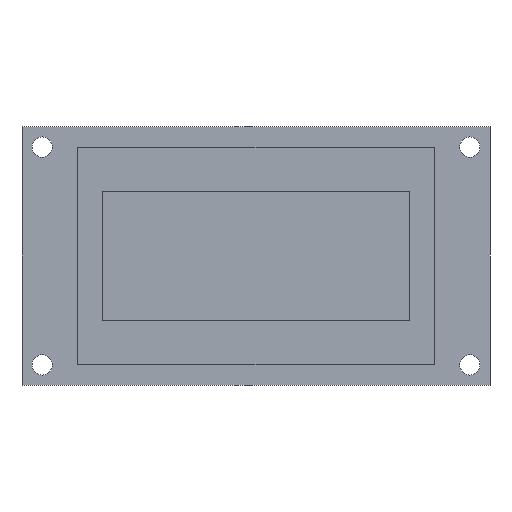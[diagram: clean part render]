
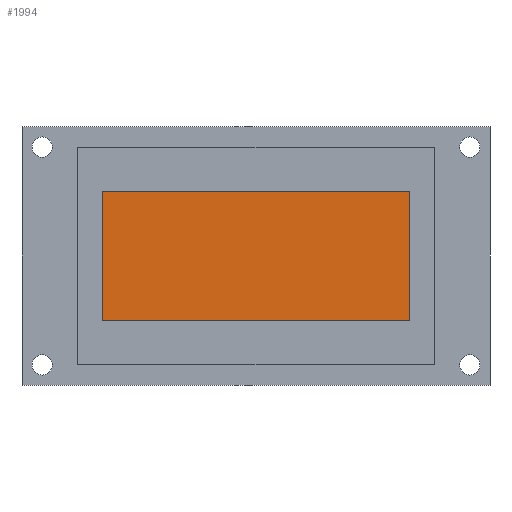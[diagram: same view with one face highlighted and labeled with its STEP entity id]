
A CAD part, left-side view. The second image highlights one B-rep face of the part: STEP entity #1994.
In plain terms, the highlighted planar face has unit normal (-1, 0, 0).
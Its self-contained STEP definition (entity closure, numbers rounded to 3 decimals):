
#1700 = PLANE('',#1701);
#1701 = AXIS2_PLACEMENT_3D('',#1702,#1703,#1704);
#1702 = CARTESIAN_POINT('',(-5.2,48.,8.));
#1703 = DIRECTION('',(0.,-1.,0.));
#1704 = DIRECTION('',(0.,0.,1.));
#1728 = PLANE('',#1729);
#1729 = AXIS2_PLACEMENT_3D('',#1730,#1731,#1732);
#1730 = CARTESIAN_POINT('',(-5.2,48.,24.));
#1731 = DIRECTION('',(0.,0.,-1.));
#1732 = DIRECTION('',(0.,-1.,0.));
#1756 = PLANE('',#1757);
#1757 = AXIS2_PLACEMENT_3D('',#1758,#1759,#1760);
#1758 = CARTESIAN_POINT('',(-5.2,10.,24.));
#1759 = DIRECTION('',(0.,1.,0.));
#1760 = DIRECTION('',(0.,0.,-1.));
#1782 = PLANE('',#1783);
#1783 = AXIS2_PLACEMENT_3D('',#1784,#1785,#1786);
#1784 = CARTESIAN_POINT('',(-5.2,10.,8.));
#1785 = DIRECTION('',(0.,0.,1.));
#1786 = DIRECTION('',(0.,1.,0.));
#1798 = VERTEX_POINT('',#1799);
#1799 = CARTESIAN_POINT('',(-4.2,48.,8.));
#1820 = EDGE_CURVE('',#1798,#1821,#1823,.T.);
#1821 = VERTEX_POINT('',#1822);
#1822 = CARTESIAN_POINT('',(-4.2,48.,24.));
#1823 = SURFACE_CURVE('',#1824,(#1828,#1835),.PCURVE_S1.);
#1824 = LINE('',#1825,#1826);
#1825 = CARTESIAN_POINT('',(-4.2,48.,8.));
#1826 = VECTOR('',#1827,1.);
#1827 = DIRECTION('',(0.,0.,1.));
#1828 = PCURVE('',#1700,#1829);
#1829 = DEFINITIONAL_REPRESENTATION('',(#1830),#1834);
#1830 = LINE('',#1831,#1832);
#1831 = CARTESIAN_POINT('',(0.,-1.));
#1832 = VECTOR('',#1833,1.);
#1833 = DIRECTION('',(1.,0.));
#1834 = ( GEOMETRIC_REPRESENTATION_CONTEXT(2) 
PARAMETRIC_REPRESENTATION_CONTEXT() REPRESENTATION_CONTEXT('2D SPACE',''
  ) );
#1835 = PCURVE('',#1836,#1841);
#1836 = PLANE('',#1837);
#1837 = AXIS2_PLACEMENT_3D('',#1838,#1839,#1840);
#1838 = CARTESIAN_POINT('',(-4.2,10.,8.));
#1839 = DIRECTION('',(-1.,0.,0.));
#1840 = DIRECTION('',(0.,0.,-1.));
#1841 = DEFINITIONAL_REPRESENTATION('',(#1842),#1846);
#1842 = LINE('',#1843,#1844);
#1843 = CARTESIAN_POINT('',(0.,-38.));
#1844 = VECTOR('',#1845,1.);
#1845 = DIRECTION('',(-1.,0.));
#1846 = ( GEOMETRIC_REPRESENTATION_CONTEXT(2) 
PARAMETRIC_REPRESENTATION_CONTEXT() REPRESENTATION_CONTEXT('2D SPACE',''
  ) );
#1874 = VERTEX_POINT('',#1875);
#1875 = CARTESIAN_POINT('',(-4.2,10.,8.));
#1896 = EDGE_CURVE('',#1874,#1798,#1897,.T.);
#1897 = SURFACE_CURVE('',#1898,(#1902,#1909),.PCURVE_S1.);
#1898 = LINE('',#1899,#1900);
#1899 = CARTESIAN_POINT('',(-4.2,10.,8.));
#1900 = VECTOR('',#1901,1.);
#1901 = DIRECTION('',(0.,1.,0.));
#1902 = PCURVE('',#1782,#1903);
#1903 = DEFINITIONAL_REPRESENTATION('',(#1904),#1908);
#1904 = LINE('',#1905,#1906);
#1905 = CARTESIAN_POINT('',(0.,-1.));
#1906 = VECTOR('',#1907,1.);
#1907 = DIRECTION('',(1.,0.));
#1908 = ( GEOMETRIC_REPRESENTATION_CONTEXT(2) 
PARAMETRIC_REPRESENTATION_CONTEXT() REPRESENTATION_CONTEXT('2D SPACE',''
  ) );
#1909 = PCURVE('',#1836,#1910);
#1910 = DEFINITIONAL_REPRESENTATION('',(#1911),#1915);
#1911 = LINE('',#1912,#1913);
#1912 = CARTESIAN_POINT('',(0.,0.));
#1913 = VECTOR('',#1914,1.);
#1914 = DIRECTION('',(0.,-1.));
#1915 = ( GEOMETRIC_REPRESENTATION_CONTEXT(2) 
PARAMETRIC_REPRESENTATION_CONTEXT() REPRESENTATION_CONTEXT('2D SPACE',''
  ) );
#1923 = VERTEX_POINT('',#1924);
#1924 = CARTESIAN_POINT('',(-4.2,10.,24.));
#1945 = EDGE_CURVE('',#1923,#1874,#1946,.T.);
#1946 = SURFACE_CURVE('',#1947,(#1951,#1958),.PCURVE_S1.);
#1947 = LINE('',#1948,#1949);
#1948 = CARTESIAN_POINT('',(-4.2,10.,24.));
#1949 = VECTOR('',#1950,1.);
#1950 = DIRECTION('',(0.,0.,-1.));
#1951 = PCURVE('',#1756,#1952);
#1952 = DEFINITIONAL_REPRESENTATION('',(#1953),#1957);
#1953 = LINE('',#1954,#1955);
#1954 = CARTESIAN_POINT('',(0.,-1.));
#1955 = VECTOR('',#1956,1.);
#1956 = DIRECTION('',(1.,0.));
#1957 = ( GEOMETRIC_REPRESENTATION_CONTEXT(2) 
PARAMETRIC_REPRESENTATION_CONTEXT() REPRESENTATION_CONTEXT('2D SPACE',''
  ) );
#1958 = PCURVE('',#1836,#1959);
#1959 = DEFINITIONAL_REPRESENTATION('',(#1960),#1964);
#1960 = LINE('',#1961,#1962);
#1961 = CARTESIAN_POINT('',(-16.,0.));
#1962 = VECTOR('',#1963,1.);
#1963 = DIRECTION('',(1.,0.));
#1964 = ( GEOMETRIC_REPRESENTATION_CONTEXT(2) 
PARAMETRIC_REPRESENTATION_CONTEXT() REPRESENTATION_CONTEXT('2D SPACE',''
  ) );
#1972 = EDGE_CURVE('',#1821,#1923,#1973,.T.);
#1973 = SURFACE_CURVE('',#1974,(#1978,#1985),.PCURVE_S1.);
#1974 = LINE('',#1975,#1976);
#1975 = CARTESIAN_POINT('',(-4.2,48.,24.));
#1976 = VECTOR('',#1977,1.);
#1977 = DIRECTION('',(0.,-1.,0.));
#1978 = PCURVE('',#1728,#1979);
#1979 = DEFINITIONAL_REPRESENTATION('',(#1980),#1984);
#1980 = LINE('',#1981,#1982);
#1981 = CARTESIAN_POINT('',(0.,-1.));
#1982 = VECTOR('',#1983,1.);
#1983 = DIRECTION('',(1.,0.));
#1984 = ( GEOMETRIC_REPRESENTATION_CONTEXT(2) 
PARAMETRIC_REPRESENTATION_CONTEXT() REPRESENTATION_CONTEXT('2D SPACE',''
  ) );
#1985 = PCURVE('',#1836,#1986);
#1986 = DEFINITIONAL_REPRESENTATION('',(#1987),#1991);
#1987 = LINE('',#1988,#1989);
#1988 = CARTESIAN_POINT('',(-16.,-38.));
#1989 = VECTOR('',#1990,1.);
#1990 = DIRECTION('',(0.,1.));
#1991 = ( GEOMETRIC_REPRESENTATION_CONTEXT(2) 
PARAMETRIC_REPRESENTATION_CONTEXT() REPRESENTATION_CONTEXT('2D SPACE',''
  ) );
#1994 = ADVANCED_FACE('',(#1995),#1836,.T.);
#1995 = FACE_BOUND('',#1996,.F.);
#1996 = EDGE_LOOP('',(#1997,#1998,#1999,#2000));
#1997 = ORIENTED_EDGE('',*,*,#1896,.T.);
#1998 = ORIENTED_EDGE('',*,*,#1820,.T.);
#1999 = ORIENTED_EDGE('',*,*,#1972,.T.);
#2000 = ORIENTED_EDGE('',*,*,#1945,.T.);
